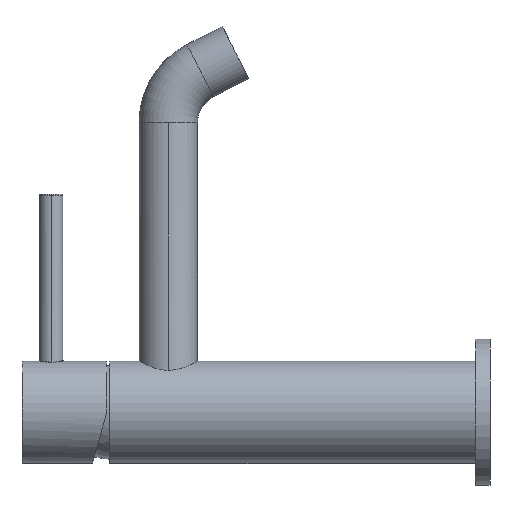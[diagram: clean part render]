
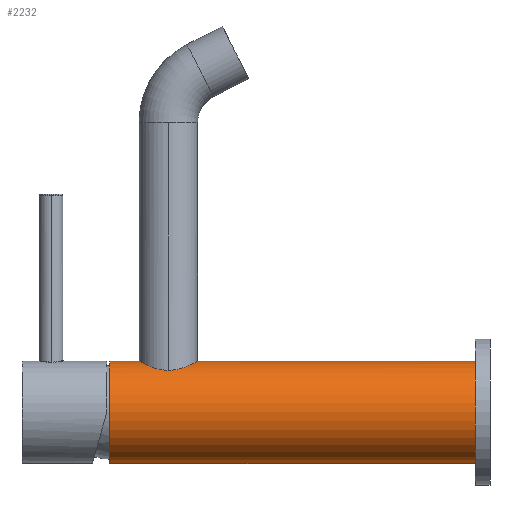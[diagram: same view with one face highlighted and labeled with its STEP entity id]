
A CAD part, left-side view. The second image highlights one B-rep face of the part: STEP entity #2232.
In plain terms, the highlighted cylindrical face has radius 17.5 mm (diameter 35 mm), a partial arc.
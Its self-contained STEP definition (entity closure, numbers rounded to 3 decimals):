
#12 = CARTESIAN_POINT ( 'NONE',  ( -2.321, 95.267, 17.349 ) ) ;
#64 = CARTESIAN_POINT ( 'NONE',  ( -9.651, 102.359, 14.599 ) ) ;
#96 = CARTESIAN_POINT ( 'NONE',  ( -9.865, 106.669, 14.454 ) ) ;
#103 = DIRECTION ( 'NONE',  ( 0., -1., 0. ) ) ;
#126 = CARTESIAN_POINT ( 'NONE',  ( -2.631, 114.653, 17.304 ) ) ;
#191 = LINE ( 'NONE', #1893, #1561 ) ;
#216 = ORIENTED_EDGE ( 'NONE', *, *, #1084, .T. ) ;
#228 = CARTESIAN_POINT ( 'NONE',  ( -8.663, 99.963, 15.211 ) ) ;
#296 = ORIENTED_EDGE ( 'NONE', *, *, #2336, .T. ) ;
#302 = CARTESIAN_POINT ( 'NONE',  ( -10., 105., 14.361 ) ) ;
#323 = EDGE_CURVE ( 'NONE', #2348, #1361, #750, .T. ) ;
#418 = CARTESIAN_POINT ( 'NONE',  ( 0., 0., 17.5 ) ) ;
#420 = CARTESIAN_POINT ( 'NONE',  ( -7.931, 98.901, 15.601 ) ) ;
#428 = CARTESIAN_POINT ( 'NONE',  ( -8.967, 100.527, 15.031 ) ) ;
#442 = CARTESIAN_POINT ( 'NONE',  ( -3.275, 95.546, 17.194 ) ) ;
#477 = CARTESIAN_POINT ( 'NONE',  ( -10., 104.325, 14.361 ) ) ;
#513 = CIRCLE ( 'NONE', #916, 17.5 ) ;
#514 = CARTESIAN_POINT ( 'NONE',  ( -0.674, 115., 17.5 ) ) ;
#520 = ORIENTED_EDGE ( 'NONE', *, *, #2107, .T. ) ;
#594 = CARTESIAN_POINT ( 'NONE',  ( -3.589, 95.66, 17.131 ) ) ;
#612 = CARTESIAN_POINT ( 'NONE',  ( -6.861, 97.718, 16.101 ) ) ;
#620 = CARTESIAN_POINT ( 'NONE',  ( -0.336, 95., 17.5 ) ) ;
#647 = CARTESIAN_POINT ( 'NONE',  ( 0., 125., 0. ) ) ;
#688 = CARTESIAN_POINT ( 'NONE',  ( -10., 105., 14.361 ) ) ;
#690 = CARTESIAN_POINT ( 'NONE',  ( -4.484, 113.962, 16.927 ) ) ;
#732 = CARTESIAN_POINT ( 'NONE',  ( -8.654, 110.053, 15.216 ) ) ;
#734 = VERTEX_POINT ( 'NONE', #1068 ) ;
#750 = LINE ( 'NONE', #2298, #1230 ) ;
#767 = EDGE_CURVE ( 'NONE', #855, #734, #1252, .T. ) ;
#770 = DIRECTION ( 'NONE',  ( 0., -1., 0. ) ) ;
#792 = CARTESIAN_POINT ( 'NONE',  ( -1.342, 95.085, 17.452 ) ) ;
#810 = CARTESIAN_POINT ( 'NONE',  ( 0., 0., 0. ) ) ;
#855 = VERTEX_POINT ( 'NONE', #1500 ) ;
#859 = B_SPLINE_CURVE_WITH_KNOTS ( 'NONE', 3,
 ( #302, #1245, #889, #861, #96, #1281, #1825, #2009, #732, #1074, #2227, #877, #2396, #1439, #2016, #2203, #690, #1058, #1452, #126, #1652, #2422, #514, #2042 ),
 .UNSPECIFIED., .F., .F.,
 ( 4, 2, 2, 2, 2, 2, 2, 2, 2, 2, 2, 4 ),
 ( 0.032, 0.033, 0.034, 0.036, 0.038, 0.04, 0.041, 0.042, 0.044, 0.045, 0.046, 0.048 ),
 .UNSPECIFIED. ) ;
#861 = CARTESIAN_POINT ( 'NONE',  ( -9.915, 106.34, 14.42 ) ) ;
#877 = CARTESIAN_POINT ( 'NONE',  ( -6.848, 112.294, 16.106 ) ) ;
#883 = ORIENTED_EDGE ( 'NONE', *, *, #2017, .F. ) ;
#889 = CARTESIAN_POINT ( 'NONE',  ( -9.983, 105.676, 14.373 ) ) ;
#916 = AXIS2_PLACEMENT_3D ( 'NONE', #810, #1927, #1896 ) ;
#922 = EDGE_LOOP ( 'NONE', ( #1272, #883, #520, #2158, #1103, #216, #296 ) ) ;
#955 = DIRECTION ( 'NONE',  ( 0., 1., 0. ) ) ;
#988 = CARTESIAN_POINT ( 'NONE',  ( -4.496, 96.044, 16.924 ) ) ;
#1012 = CARTESIAN_POINT ( 'NONE',  ( -0.675, 95.017, 17.49 ) ) ;
#1015 = FACE_OUTER_BOUND ( 'NONE', #922, .T. ) ;
#1041 = CARTESIAN_POINT ( 'NONE',  ( -9.932, 103.662, 14.409 ) ) ;
#1058 = CARTESIAN_POINT ( 'NONE',  ( -3.58, 114.343, 17.133 ) ) ;
#1068 = CARTESIAN_POINT ( 'NONE',  ( 0., 115., 17.5 ) ) ;
#1074 = CARTESIAN_POINT ( 'NONE',  ( -7.931, 111.125, 15.605 ) ) ;
#1084 = EDGE_CURVE ( 'NONE', #2348, #2098, #1949, .T. ) ;
#1103 = ORIENTED_EDGE ( 'NONE', *, *, #323, .F. ) ;
#1166 = DIRECTION ( 'NONE',  ( 0., -1., 0. ) ) ;
#1205 = CARTESIAN_POINT ( 'NONE',  ( -6.131, 97.093, 16.393 ) ) ;
#1214 = VERTEX_POINT ( 'NONE', #1853 ) ;
#1230 = VECTOR ( 'NONE', #1166, 1000. ) ;
#1245 = CARTESIAN_POINT ( 'NONE',  ( -10., 105.337, 14.361 ) ) ;
#1252 = LINE ( 'NONE', #2014, #2271 ) ;
#1272 = ORIENTED_EDGE ( 'NONE', *, *, #767, .F. ) ;
#1281 = CARTESIAN_POINT ( 'NONE',  ( -9.667, 107.643, 14.588 ) ) ;
#1341 = CARTESIAN_POINT ( 'NONE',  ( 0., 125., -17.5 ) ) ;
#1352 = CARTESIAN_POINT ( 'NONE',  ( -5.066, 96.354, 16.76 ) ) ;
#1361 = VERTEX_POINT ( 'NONE', #418 ) ;
#1370 = CARTESIAN_POINT ( 'NONE',  ( -7.311, 98.17, 15.902 ) ) ;
#1372 = CARTESIAN_POINT ( 'NONE',  ( -10., 105., 14.361 ) ) ;
#1378 = CARTESIAN_POINT ( 'NONE',  ( -5.871, 96.898, 16.488 ) ) ;
#1405 = DIRECTION ( 'NONE',  ( 0., -1., 0. ) ) ;
#1439 = CARTESIAN_POINT ( 'NONE',  ( -6.113, 112.92, 16.4 ) ) ;
#1452 = CARTESIAN_POINT ( 'NONE',  ( -3.269, 114.457, 17.195 ) ) ;
#1500 = CARTESIAN_POINT ( 'NONE',  ( 0., 125., 17.5 ) ) ;
#1561 = VECTOR ( 'NONE', #770, 1000. ) ;
#1570 = CARTESIAN_POINT ( 'NONE',  ( 0., 95., 17.5 ) ) ;
#1605 = DIRECTION ( 'NONE',  ( 0., 0., -1. ) ) ;
#1652 = CARTESIAN_POINT ( 'NONE',  ( -2.31, 114.735, 17.35 ) ) ;
#1694 = DIRECTION ( 'NONE',  ( 0., 0., 1. ) ) ;
#1716 = EDGE_CURVE ( 'NONE', #1214, #1361, #513, .T. ) ;
#1734 = CARTESIAN_POINT ( 'NONE',  ( 0., 95., 17.5 ) ) ;
#1781 = CARTESIAN_POINT ( 'NONE',  ( -9.455, 101.728, 14.726 ) ) ;
#1783 = CYLINDRICAL_SURFACE ( 'NONE', #2033, 17.5 ) ;
#1792 = CARTESIAN_POINT ( 'NONE',  ( -9.734, 102.684, 14.543 ) ) ;
#1825 = CARTESIAN_POINT ( 'NONE',  ( -9.468, 108.283, 14.72 ) ) ;
#1853 = CARTESIAN_POINT ( 'NONE',  ( 0., 0., -17.5 ) ) ;
#1893 = CARTESIAN_POINT ( 'NONE',  ( 0., 125., -17.5 ) ) ;
#1896 = DIRECTION ( 'NONE',  ( 0., 0., 1. ) ) ;
#1927 = DIRECTION ( 'NONE',  ( 0., 1., 0. ) ) ;
#1945 = CARTESIAN_POINT ( 'NONE',  ( -8.124, 99.16, 15.501 ) ) ;
#1949 = B_SPLINE_CURVE_WITH_KNOTS ( 'NONE', 3,
 ( #1570, #620, #1012, #792, #2152, #12, #2143, #442, #594, #988, #1352, #1378, #1205, #2330, #612, #1370, #2133, #420, #1945, #228, #428, #1970, #1781, #64, #1792, #1041, #477, #688 ),
 .UNSPECIFIED., .F., .F.,
 ( 4, 2, 2, 2, 2, 2, 2, 2, 2, 2, 2, 2, 2, 4 ),
 ( 0.016, 0.017, 0.018, 0.019, 0.02, 0.022, 0.023, 0.024, 0.025, 0.026, 0.028, 0.029, 0.03, 0.032 ),
 .UNSPECIFIED. ) ;
#1970 = CARTESIAN_POINT ( 'NONE',  ( -9.344, 101.422, 14.798 ) ) ;
#1998 = CIRCLE ( 'NONE', #2327, 17.5 ) ;
#2003 = VERTEX_POINT ( 'NONE', #1341 ) ;
#2009 = CARTESIAN_POINT ( 'NONE',  ( -8.962, 109.484, 15.034 ) ) ;
#2014 = CARTESIAN_POINT ( 'NONE',  ( 0., 125., 17.5 ) ) ;
#2016 = CARTESIAN_POINT ( 'NONE',  ( -5.853, 113.115, 16.495 ) ) ;
#2017 = EDGE_CURVE ( 'NONE', #2003, #855, #1998, .T. ) ;
#2033 = AXIS2_PLACEMENT_3D ( 'NONE', #647, #1405, #1605 ) ;
#2042 = CARTESIAN_POINT ( 'NONE',  ( 0., 115., 17.5 ) ) ;
#2098 = VERTEX_POINT ( 'NONE', #1372 ) ;
#2107 = EDGE_CURVE ( 'NONE', #2003, #1214, #191, .T. ) ;
#2123 = CARTESIAN_POINT ( 'NONE',  ( 0., 125., 0. ) ) ;
#2133 = CARTESIAN_POINT ( 'NONE',  ( -7.525, 98.406, 15.801 ) ) ;
#2143 = CARTESIAN_POINT ( 'NONE',  ( -2.641, 95.349, 17.302 ) ) ;
#2152 = CARTESIAN_POINT ( 'NONE',  ( -1.671, 95.135, 17.423 ) ) ;
#2158 = ORIENTED_EDGE ( 'NONE', *, *, #1716, .T. ) ;
#2203 = CARTESIAN_POINT ( 'NONE',  ( -5.052, 113.654, 16.765 ) ) ;
#2227 = CARTESIAN_POINT ( 'NONE',  ( -7.525, 111.617, 15.807 ) ) ;
#2232 = ADVANCED_FACE ( 'NONE', ( #1015 ), #1783, .T. ) ;
#2271 = VECTOR ( 'NONE', #103, 1000. ) ;
#2298 = CARTESIAN_POINT ( 'NONE',  ( 0., 125., 17.5 ) ) ;
#2327 = AXIS2_PLACEMENT_3D ( 'NONE', #2123, #955, #1694 ) ;
#2330 = CARTESIAN_POINT ( 'NONE',  ( -6.625, 97.503, 16.2 ) ) ;
#2336 = EDGE_CURVE ( 'NONE', #2098, #734, #859, .T. ) ;
#2348 = VERTEX_POINT ( 'NONE', #1734 ) ;
#2396 = CARTESIAN_POINT ( 'NONE',  ( -6.611, 112.51, 16.205 ) ) ;
#2422 = CARTESIAN_POINT ( 'NONE',  ( -1.336, 114.933, 17.461 ) ) ;
